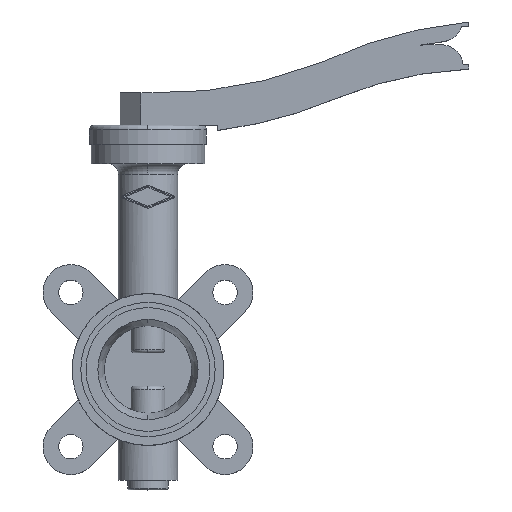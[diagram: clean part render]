
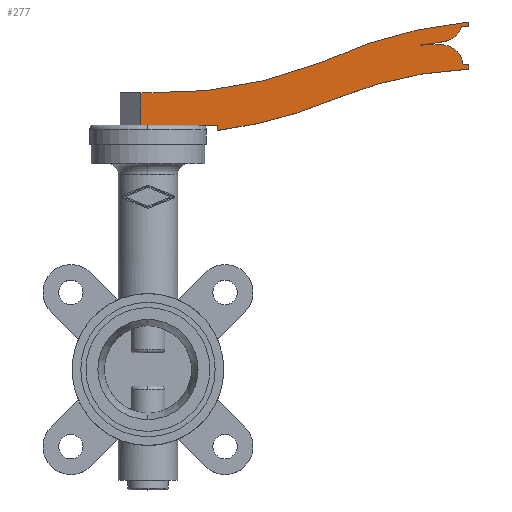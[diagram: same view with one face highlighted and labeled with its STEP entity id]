
A CAD part, top view. The second image highlights one B-rep face of the part: STEP entity #277.
In plain terms, the highlighted planar face has unit normal (0, 0, 1).
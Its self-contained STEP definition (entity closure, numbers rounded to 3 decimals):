
#277 = ADVANCED_FACE( '', ( #617 ), #618, .T. );
#617 = FACE_OUTER_BOUND( '', #957, .T. );
#618 = PLANE( '', #958 );
#957 = EDGE_LOOP( '', ( #2189, #2190, #2191, #2192, #2193, #2194, #2195, #2196, #2197, #2198, #2199, #2200, #2201, #2202, #2203, #2204 ) );
#958 = AXIS2_PLACEMENT_3D( '', #2205, #2206, #2207 );
#2189 = ORIENTED_EDGE( '', *, *, #2550, .T. );
#2190 = ORIENTED_EDGE( '', *, *, #2558, .T. );
#2191 = ORIENTED_EDGE( '', *, *, #2574, .T. );
#2192 = ORIENTED_EDGE( '', *, *, #2576, .T. );
#2193 = ORIENTED_EDGE( '', *, *, #2578, .T. );
#2194 = ORIENTED_EDGE( '', *, *, #2580, .T. );
#2195 = ORIENTED_EDGE( '', *, *, #2582, .T. );
#2196 = ORIENTED_EDGE( '', *, *, #2584, .T. );
#2197 = ORIENTED_EDGE( '', *, *, #2586, .T. );
#2198 = ORIENTED_EDGE( '', *, *, #2588, .T. );
#2199 = ORIENTED_EDGE( '', *, *, #2590, .T. );
#2200 = ORIENTED_EDGE( '', *, *, #2592, .T. );
#2201 = ORIENTED_EDGE( '', *, *, #2594, .T. );
#2202 = ORIENTED_EDGE( '', *, *, #2596, .T. );
#2203 = ORIENTED_EDGE( '', *, *, #2598, .T. );
#2204 = ORIENTED_EDGE( '', *, *, #2599, .T. );
#2205 = CARTESIAN_POINT( '', ( 0., 137., -11.5 ) );
#2206 = DIRECTION( '', ( 0., 0., 1. ) );
#2207 = DIRECTION( '', ( 1., 0., 0. ) );
#2550 = EDGE_CURVE( '', #3173, #3170, #3174, .T. );
#2558 = EDGE_CURVE( '', #3170, #3185, #3187, .T. );
#2574 = EDGE_CURVE( '', #3185, #3215, #3217, .T. );
#2576 = EDGE_CURVE( '', #3215, #3218, #3220, .T. );
#2578 = EDGE_CURVE( '', #3218, #3221, #3223, .T. );
#2580 = EDGE_CURVE( '', #3221, #3224, #3226, .T. );
#2582 = EDGE_CURVE( '', #3224, #3227, #3229, .T. );
#2584 = EDGE_CURVE( '', #3227, #3230, #3232, .T. );
#2586 = EDGE_CURVE( '', #3230, #3233, #3235, .T. );
#2588 = EDGE_CURVE( '', #3233, #3236, #3238, .T. );
#2590 = EDGE_CURVE( '', #3236, #3239, #3241, .T. );
#2592 = EDGE_CURVE( '', #3239, #3242, #3244, .T. );
#2594 = EDGE_CURVE( '', #3242, #3245, #3247, .T. );
#2596 = EDGE_CURVE( '', #3245, #3248, #3250, .T. );
#2598 = EDGE_CURVE( '', #3248, #3251, #3253, .T. );
#2599 = EDGE_CURVE( '', #3251, #3173, #3254, .T. );
#3170 = VERTEX_POINT( '', #4665 );
#3173 = VERTEX_POINT( '', #4669 );
#3174 = LINE( '', #4670, #4671 );
#3185 = VERTEX_POINT( '', #4688 );
#3187 = LINE( '', #4691, #4692 );
#3215 = VERTEX_POINT( '', #4728 );
#3217 = LINE( '', #4731, #4732 );
#3218 = VERTEX_POINT( '', #4733 );
#3220 = CIRCLE( '', #4736, 255. );
#3221 = VERTEX_POINT( '', #4737 );
#3223 = CIRCLE( '', #4740, 223. );
#3224 = VERTEX_POINT( '', #4741 );
#3226 = LINE( '', #4744, #4745 );
#3227 = VERTEX_POINT( '', #4746 );
#3229 = LINE( '', #4749, #4750 );
#3230 = VERTEX_POINT( '', #4751 );
#3232 = CIRCLE( '', #4754, 12.5 );
#3233 = VERTEX_POINT( '', #4755 );
#3235 = LINE( '', #4758, #4759 );
#3236 = VERTEX_POINT( '', #4760 );
#3238 = LINE( '', #4763, #4764 );
#3239 = VERTEX_POINT( '', #4765 );
#3241 = CIRCLE( '', #4768, 12.5 );
#3242 = VERTEX_POINT( '', #4769 );
#3244 = LINE( '', #4772, #4773 );
#3245 = VERTEX_POINT( '', #4774 );
#3247 = LINE( '', #4777, #4778 );
#3248 = VERTEX_POINT( '', #4779 );
#3250 = CIRCLE( '', #4782, 255. );
#3251 = VERTEX_POINT( '', #4783 );
#3253 = CIRCLE( '', #4786, 250. );
#3254 = LINE( '', #4787, #4788 );
#4665 = CARTESIAN_POINT( '', ( -4., 140., -11.5 ) );
#4669 = CARTESIAN_POINT( '', ( -4., 158.6, -11.5 ) );
#4670 = CARTESIAN_POINT( '', ( -4., 137., -11.5 ) );
#4671 = VECTOR( '', #5389, 1. );
#4688 = CARTESIAN_POINT( '', ( 39.8, 140., -11.5 ) );
#4691 = CARTESIAN_POINT( '', ( -16., 140., -11.5 ) );
#4692 = VECTOR( '', #5397, 1. );
#4728 = CARTESIAN_POINT( '', ( 39.8, 137., -11.5 ) );
#4731 = CARTESIAN_POINT( '', ( 39.8, 140., -11.5 ) );
#4732 = VECTOR( '', #5425, 1. );
#4733 = CARTESIAN_POINT( '', ( 107., 155., -11.5 ) );
#4736 = AXIS2_PLACEMENT_3D( '', #5427, #5428, #5429 );
#4737 = CARTESIAN_POINT( '', ( 184., 172.2, -11.5 ) );
#4740 = AXIS2_PLACEMENT_3D( '', #5431, #5432, #5433 );
#4741 = CARTESIAN_POINT( '', ( 184., 174.7, -11.5 ) );
#4744 = CARTESIAN_POINT( '', ( 184., 172.2, -11.5 ) );
#4745 = VECTOR( '', #5435, 1. );
#4746 = CARTESIAN_POINT( '', ( 180.6, 174.7, -11.5 ) );
#4749 = CARTESIAN_POINT( '', ( 184., 174.7, -11.5 ) );
#4750 = VECTOR( '', #5437, 1. );
#4751 = CARTESIAN_POINT( '', ( 168.015, 186.122, -11.5 ) );
#4754 = AXIS2_PLACEMENT_3D( '', #5439, #5440, #5441 );
#4755 = CARTESIAN_POINT( '', ( 156.4, 186., -11.5 ) );
#4758 = CARTESIAN_POINT( '', ( 168.015, 186.122, -11.5 ) );
#4759 = VECTOR( '', #5443, 1. );
#4760 = CARTESIAN_POINT( '', ( 169.9, 188., -11.5 ) );
#4763 = CARTESIAN_POINT( '', ( 156.4, 186., -11.5 ) );
#4764 = VECTOR( '', #5445, 1. );
#4765 = CARTESIAN_POINT( '', ( 179.7, 196.7, -11.5 ) );
#4768 = AXIS2_PLACEMENT_3D( '', #5447, #5448, #5449 );
#4769 = CARTESIAN_POINT( '', ( 184., 196.7, -11.5 ) );
#4772 = CARTESIAN_POINT( '', ( 179.7, 196.7, -11.5 ) );
#4773 = VECTOR( '', #5451, 1. );
#4774 = CARTESIAN_POINT( '', ( 184., 199.2, -11.5 ) );
#4777 = CARTESIAN_POINT( '', ( 184., 196.7, -11.5 ) );
#4778 = VECTOR( '', #5453, 1. );
#4779 = CARTESIAN_POINT( '', ( 99., 175.89, -11.5 ) );
#4782 = AXIS2_PLACEMENT_3D( '', #5455, #5456, #5457 );
#4783 = CARTESIAN_POINT( '', ( 0., 158.6, -11.5 ) );
#4786 = AXIS2_PLACEMENT_3D( '', #5459, #5460, #5461 );
#4787 = CARTESIAN_POINT( '', ( 0., 158.6, -11.5 ) );
#4788 = VECTOR( '', #5462, 1. );
#5389 = DIRECTION( '', ( 0., -1., 0. ) );
#5397 = DIRECTION( '', ( 1., 0., 0. ) );
#5425 = DIRECTION( '', ( 0., -1., 0. ) );
#5427 = CARTESIAN_POINT( '', ( 8.039, 390.014, -11.5 ) );
#5428 = DIRECTION( '', ( 0., 0., 1. ) );
#5429 = DIRECTION( '', ( 0.125, -0.992, 0. ) );
#5431 = CARTESIAN_POINT( '', ( 193.348, -50.604, -11.5 ) );
#5432 = DIRECTION( '', ( 0., 0., -1. ) );
#5433 = DIRECTION( '', ( -0.387, 0.922, 0. ) );
#5435 = DIRECTION( '', ( 0., 1., 0. ) );
#5437 = DIRECTION( '', ( -1., 0., 0. ) );
#5439 = CARTESIAN_POINT( '', ( 168.147, 173.623, -11.5 ) );
#5440 = DIRECTION( '', ( 0., 0., 1. ) );
#5441 = DIRECTION( '', ( 0.996, 0.086, 0. ) );
#5443 = DIRECTION( '', ( -1., -0.01, 0. ) );
#5445 = DIRECTION( '', ( 0.989, 0.147, 0. ) );
#5447 = CARTESIAN_POINT( '', ( 167.733, 200.311, -11.5 ) );
#5448 = DIRECTION( '', ( 0., 0., 1. ) );
#5449 = DIRECTION( '', ( 0.173, -0.985, 0. ) );
#5451 = DIRECTION( '', ( 1., 0., 0. ) );
#5453 = DIRECTION( '', ( 0., 1., 0. ) );
#5455 = CARTESIAN_POINT( '', ( 207.925, -54.675, -11.5 ) );
#5456 = DIRECTION( '', ( 0., 0., 1. ) );
#5457 = DIRECTION( '', ( -0.094, 0.996, 0. ) );
#5459 = CARTESIAN_POINT( '', ( 7.367, 408.491, -11.5 ) );
#5460 = DIRECTION( '', ( 0., 0., -1. ) );
#5461 = DIRECTION( '', ( 0.367, -0.93, 0. ) );
#5462 = DIRECTION( '', ( -1., 0., 0. ) );
